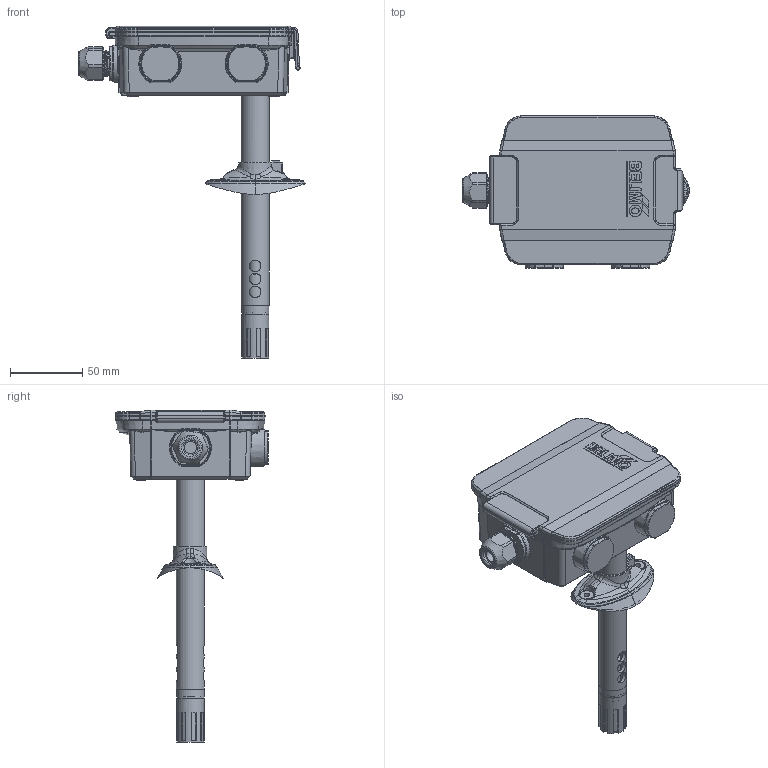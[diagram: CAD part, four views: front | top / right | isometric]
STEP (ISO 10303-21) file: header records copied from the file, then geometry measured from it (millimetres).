
FILE_DESCRIPTION(/* description */ (''),/* implementation_level */ '2;1');
FILE_NAME(/* name */ '22 DTC_DTM_DCV_DCM_DCK_1x_stp.stp',/* time_stamp */ '2017-10-18T17:34:47+02:00',/* author */ (''),/* organization */ (''),/* preprocessor_version */ 'ST-DEVELOPER v11',/* originating_system */ 'SIEMENS UGS NX 6.0',/* authorisation */ '');
FILE_SCHEMA (('AUTOMOTIVE_DESIGN { 1 0 10303 214 1 1 1 1 }'));
Products named in the file (1): areg857C0w5f
Bounding box: 157.38 x 105.79 x 230.5 mm (x, y, z)
Volume: 182811.8 mm3; surface area: 148474.4 mm2
Topology: 21 solids, 21 shells, 3420 faces, 8060 edges, 4601 vertices
Faces by surface type: bspline 1182, cylinder 823, plane 499, torus 438, cone 269, sphere 143, extrusion 66
Full cylindrical faces by diameter (mm): 3 x1, 4 x2, 6 x1, 8 x6, 8.5 x1, 9 x1, 10.5 x1, 14 x1, 14.9 x1, 15.2 x2, 16.5 x1, 16.95 x4, 17 x5, 17.2 x1, 18 x2, 19 x2, 19.5 x1, 19.602 x1, 21.8 x1, 22 x3, 22.5 x3
Entity records: 148928 total; most frequent: CARTESIAN_POINT 68583, ORIENTED_EDGE 15642, DIRECTION 13838, EDGE_CURVE 7821, AXIS2_PLACEMENT_3D 5937, VERTEX_POINT 4560, EDGE_LOOP 3593, ADVANCED_FACE 3416
